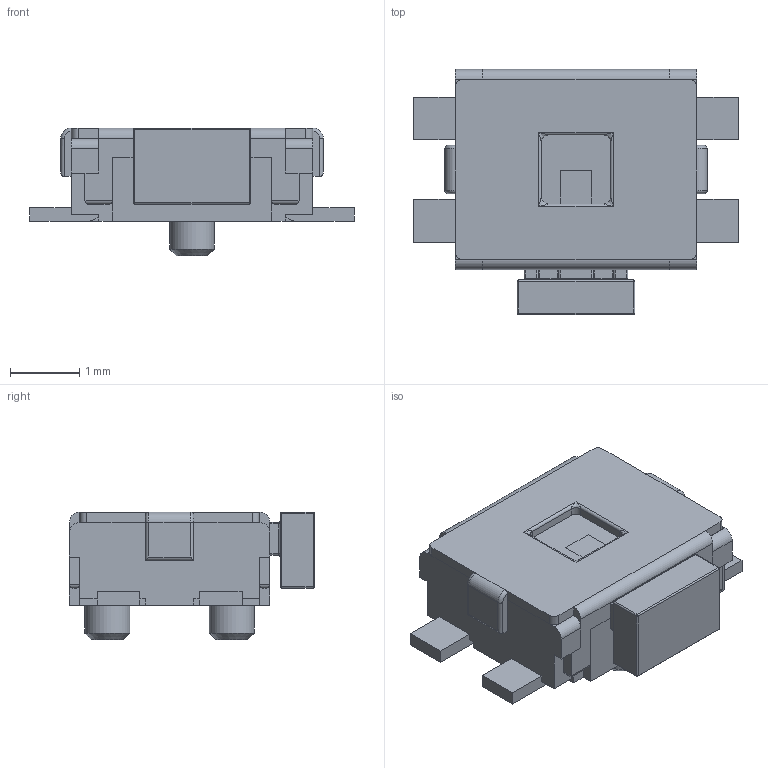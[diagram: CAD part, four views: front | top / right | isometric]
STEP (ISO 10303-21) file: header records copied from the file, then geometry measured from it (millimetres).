
FILE_DESCRIPTION(/* description */ ('model of SW_SPST_EVQP7C'),/* implementation_level */ '2;1');
FILE_NAME(/* name */ 'SW_SPST_EVQP7C.step',/* time_stamp */ '2020-10-30T13:36:53',/* author */ ('kicad StepUp','ksu'),/* organization */ ('FreeCAD'),/* preprocessor_version */ 'OCC',/* originating_system */ 'kicad StepUp',/* authorisation */ '');
FILE_SCHEMA(('AUTOMOTIVE_DESIGN { 1 0 10303 214 1 1 1 1 }'));
Length unit declared in the file: millimetre
Products named in the file (1): SW_SPST_EVQP7C
Bounding box: 4.7 x 3.55 x 1.85 mm (x, y, z)
Volume: 15 mm3; surface area: 50.5 mm2
Topology: 1 solids, 1 shells, 236 faces, 606 edges, 360 vertices
Faces by surface type: plane 118, cylinder 88, torus 12, sphere 12, bspline 4, cone 2
Full cylindrical faces by diameter (mm): 0.65 x2
Entity records: 9050 total; most frequent: CARTESIAN_POINT 1695, DIRECTION 1210, ORIENTED_EDGE 1180, EDGE_CURVE 590, LINE 420, VECTOR 420, AXIS2_PLACEMENT_3D 395, VERTEX_POINT 360
